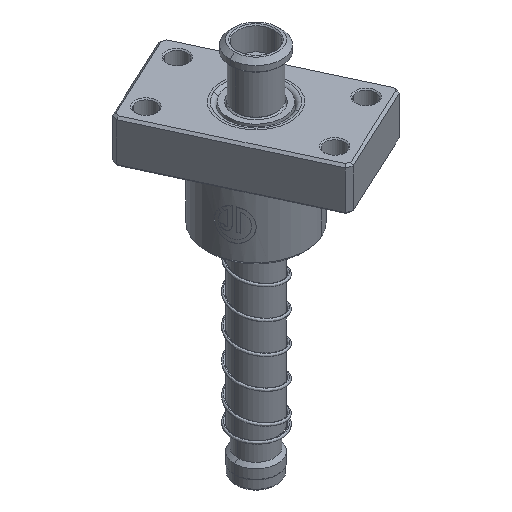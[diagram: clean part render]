
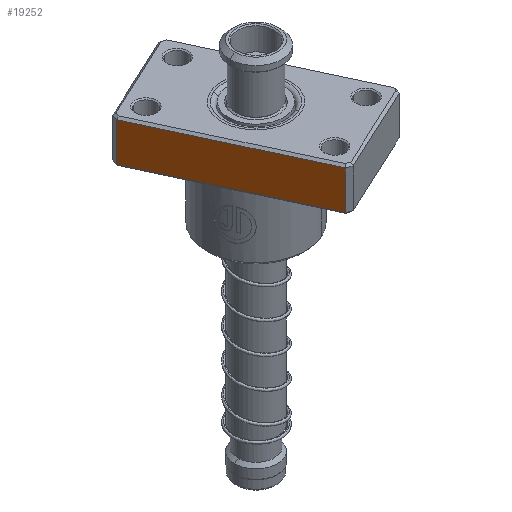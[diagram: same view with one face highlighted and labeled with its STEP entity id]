
A CAD part, isometric view. The second image highlights one B-rep face of the part: STEP entity #19252.
In plain terms, the highlighted face is planar.
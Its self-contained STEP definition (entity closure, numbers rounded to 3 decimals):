
#3 = DIRECTION ( 'NONE',  ( 0., 0., -1. ) ) ;
#1638 = CARTESIAN_POINT ( 'NONE',  ( 40., 24., 20. ) ) ;
#1718 = VECTOR ( 'NONE', #5630, 1000. ) ;
#2276 = CARTESIAN_POINT ( 'NONE',  ( -40., 24., 19. ) ) ;
#2362 = EDGE_CURVE ( 'NONE', #13169, #12966, #10823, .T. ) ;
#2826 = ORIENTED_EDGE ( 'NONE', *, *, #24670, .T. ) ;
#2840 = DIRECTION ( 'NONE',  ( 0., -1., 0. ) ) ;
#4095 = VECTOR ( 'NONE', #3, 1000. ) ;
#5630 = DIRECTION ( 'NONE',  ( 0., 0., -1. ) ) ;
#6664 = ORIENTED_EDGE ( 'NONE', *, *, #2362, .F. ) ;
#6953 = DIRECTION ( 'NONE',  ( 0., 0., -1. ) ) ;
#7369 = PLANE ( 'NONE',  #21877 ) ;
#7790 = LINE ( 'NONE', #16338, #25386 ) ;
#8984 = CARTESIAN_POINT ( 'NONE',  ( 40., 24., 19. ) ) ;
#9900 = LINE ( 'NONE', #1638, #1718 ) ;
#10463 = EDGE_LOOP ( 'NONE', ( #2826, #15305, #6664, #21309 ) ) ;
#10823 = LINE ( 'NONE', #19528, #4095 ) ;
#11860 = VERTEX_POINT ( 'NONE', #8984 ) ;
#12501 = DIRECTION ( 'NONE',  ( 1., 0., 0. ) ) ;
#12586 = VERTEX_POINT ( 'NONE', #12640 ) ;
#12640 = CARTESIAN_POINT ( 'NONE',  ( 40., 24., 1. ) ) ;
#12966 = VERTEX_POINT ( 'NONE', #26783 ) ;
#13169 = VERTEX_POINT ( 'NONE', #2276 ) ;
#13929 = FACE_OUTER_BOUND ( 'NONE', #10463, .T. ) ;
#15305 = ORIENTED_EDGE ( 'NONE', *, *, #27032, .T. ) ;
#16338 = CARTESIAN_POINT ( 'NONE',  ( -40., 24., 1. ) ) ;
#19252 = ADVANCED_FACE ( 'NONE', ( #13929 ), #7369, .F. ) ;
#19528 = CARTESIAN_POINT ( 'NONE',  ( -40., 24., 20. ) ) ;
#19909 = VECTOR ( 'NONE', #12501, 1000. ) ;
#20221 = CARTESIAN_POINT ( 'NONE',  ( -40., 24., 20. ) ) ;
#21198 = DIRECTION ( 'NONE',  ( -1., 0., 0. ) ) ;
#21309 = ORIENTED_EDGE ( 'NONE', *, *, #24362, .T. ) ;
#21877 = AXIS2_PLACEMENT_3D ( 'NONE', #20221, #2840, #6953 ) ;
#24362 = EDGE_CURVE ( 'NONE', #13169, #11860, #25462, .T. ) ;
#24670 = EDGE_CURVE ( 'NONE', #11860, #12586, #9900, .T. ) ;
#25386 = VECTOR ( 'NONE', #21198, 1000. ) ;
#25462 = LINE ( 'NONE', #27734, #19909 ) ;
#26783 = CARTESIAN_POINT ( 'NONE',  ( -40., 24., 1. ) ) ;
#27032 = EDGE_CURVE ( 'NONE', #12586, #12966, #7790, .T. ) ;
#27734 = CARTESIAN_POINT ( 'NONE',  ( 40., 24., 19. ) ) ;
